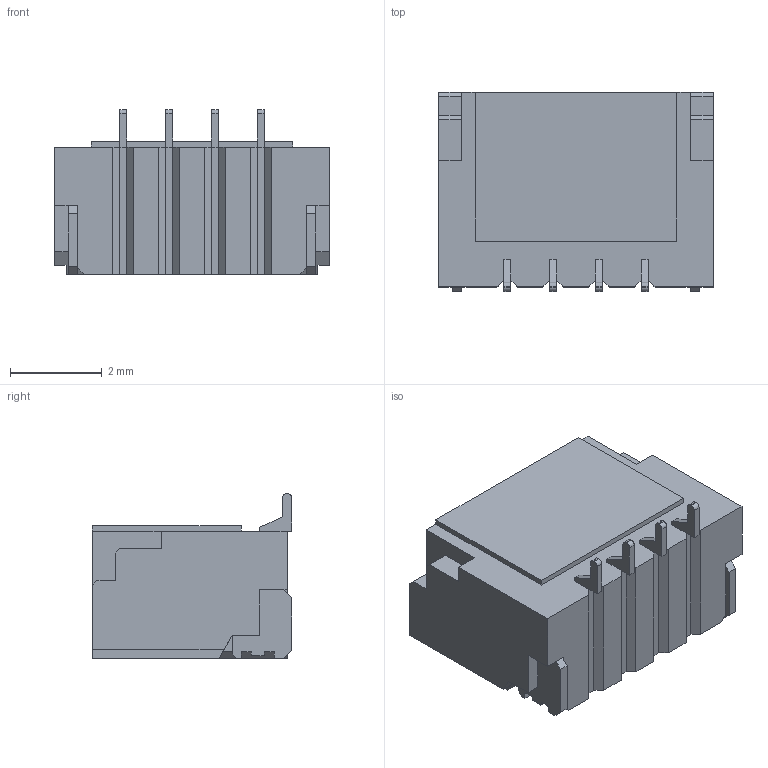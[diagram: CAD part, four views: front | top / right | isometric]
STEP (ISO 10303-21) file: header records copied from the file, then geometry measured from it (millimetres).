
FILE_DESCRIPTION(/* description */ ('STEP AP214'),/* implementation_level */ '2;1');
FILE_NAME(/* name */ ' PRT-16766.step',/* time_stamp */ '2024-11-13T16:47:50+01:00',/* author */ (''),/* organization */ (''),/* preprocessor_version */ 'ST-DEVELOPER v20',/* originating_system */ 'Autodesk Translation Framework v13.20.0.188',/* authorisation */ '');
FILE_SCHEMA (('AUTOMOTIVE_DESIGN { 1 0 10303 214 3 1 1 }'));
Length unit declared in the file: millimetre
Products named in the file (1): BM04B-SRSS-TBT(LF)(SN)
Bounding box: 6 x 4.35 x 3.6 mm (x, y, z)
Volume: 36.6 mm3; surface area: 204.9 mm2
Topology: 15 solids, 15 shells, 283 faces, 714 edges, 466 vertices
Faces by surface type: plane 263, cylinder 20
Entity records: 8341 total; most frequent: CARTESIAN_POINT 1464, ORIENTED_EDGE 1428, DIRECTION 1322, EDGE_CURVE 714, LINE 674, VECTOR 674, VERTEX_POINT 466, AXIS2_PLACEMENT_3D 324
